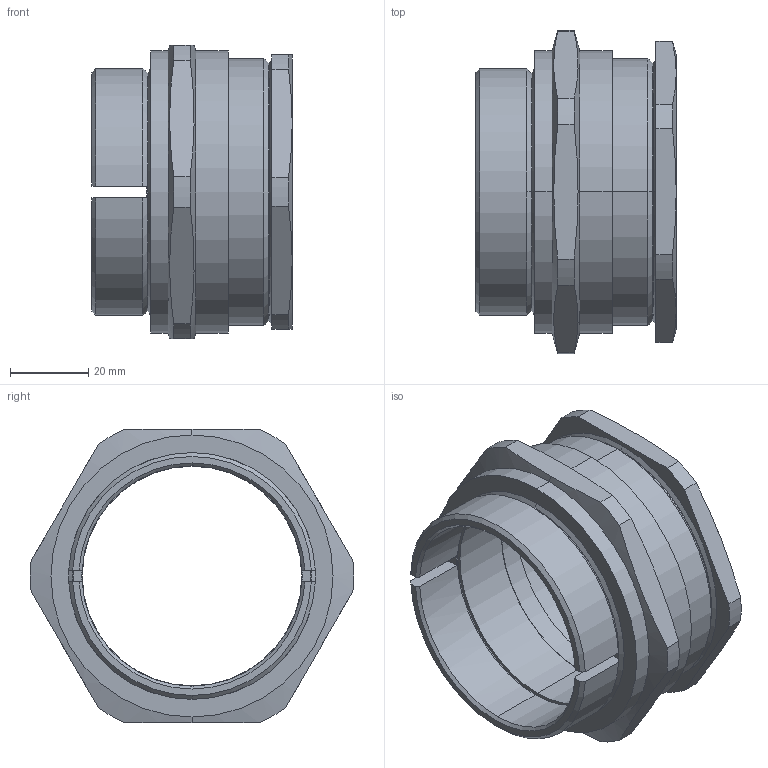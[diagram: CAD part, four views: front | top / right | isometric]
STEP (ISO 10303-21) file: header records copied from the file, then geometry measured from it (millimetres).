
FILE_DESCRIPTION (( 'STEP AP203' ), '1' );
FILE_NAME ('63CXT1RA.STEP', '2019-02-27T14:27:59', ( '' ), ( '' ), 'SwSTEP 2.0', 'SolidWorks 2017', '' );
FILE_SCHEMA (( 'CONFIG_CONTROL_DESIGN' ));
Length unit declared in the file: millimetre
Products named in the file (1): 63CXT1RA
Bounding box: 51.15 x 82.46 x 75 mm (x, y, z)
Surface area: 29527.7 mm2 (no closed solid volume)
Topology: 0 solids, 4 shells, 90 faces, 375 edges, 292 vertices
Faces by surface type: cylinder 31, cone 30, plane 27, torus 2
Entity records: 5331 total; most frequent: CARTESIAN_POINT 2332, ORIENTED_EDGE 587, DIRECTION 537, EDGE_CURVE 375, VERTEX_POINT 292, AXIS2_PLACEMENT_3D 196, LINE 145, VECTOR 145
